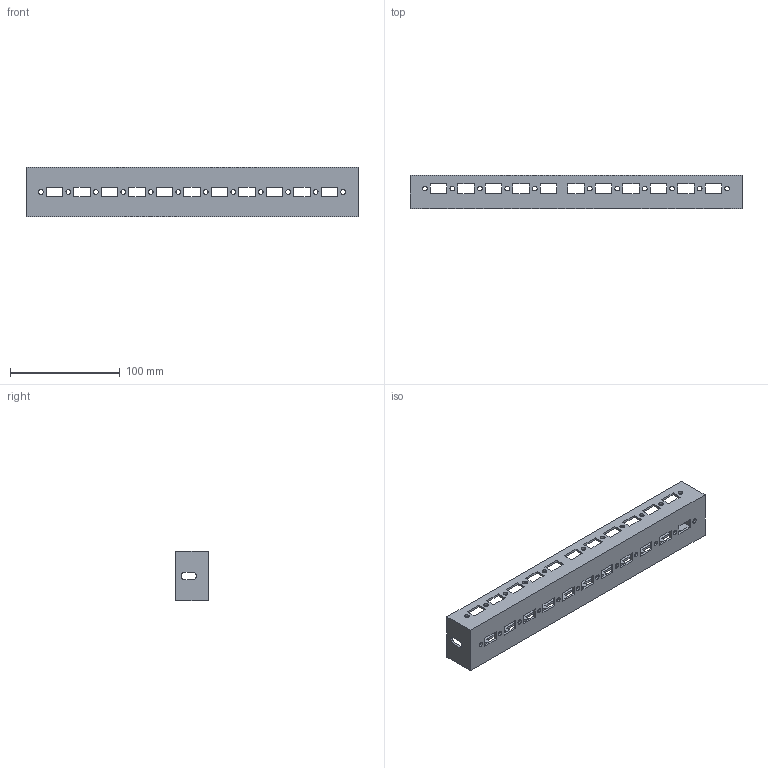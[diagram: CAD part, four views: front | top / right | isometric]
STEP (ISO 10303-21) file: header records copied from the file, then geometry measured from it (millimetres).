
FILE_DESCRIPTION (( 'STEP AP203' ), '1' );
FILE_NAME ('SCK407.step', '2021-06-30T17:20:34', ( 'ADC123' ), ( 'Microsoft' ), 'SwSTEP 2.0', 'SolidWorks 2021', '' );
FILE_SCHEMA (( 'CONFIG_CONTROL_DESIGN' ));
Length unit declared in the file: inch
Products named in the file (1): SCK407
Bounding box: 302 x 30 x 45 mm (x, y, z)
Volume: 55371.4 mm3; surface area: 60979.3 mm2
Topology: 1 solids, 1 shells, 185 faces, 546 edges, 364 vertices
Faces by surface type: plane 147, cylinder 38
Full cylindrical faces by diameter (mm): 4.25 x34
Entity records: 6301 total; most frequent: CARTESIAN_POINT 1062, ORIENTED_EDGE 1024, DIRECTION 960, EDGE_CURVE 512, VECTOR 436, LINE 436, VERTEX_POINT 364, EDGE_LOOP 358
